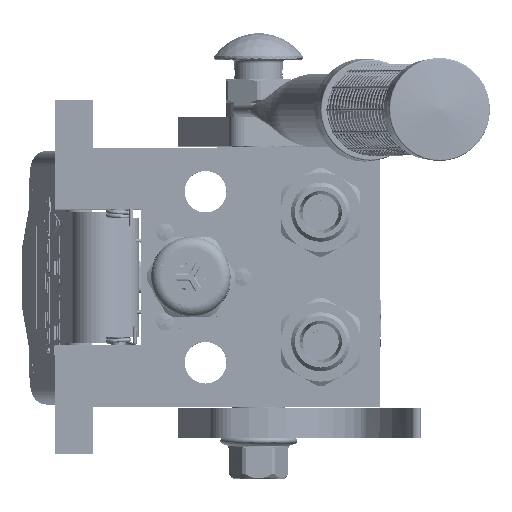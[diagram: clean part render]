
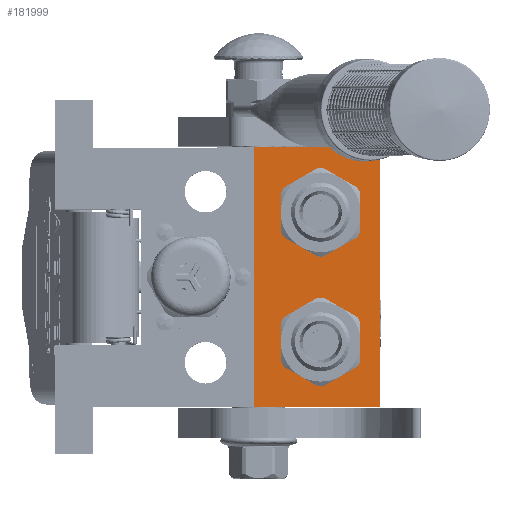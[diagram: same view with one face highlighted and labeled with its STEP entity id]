
A CAD part, top view. The second image highlights one B-rep face of the part: STEP entity #181999.
In plain terms, the highlighted face is planar.
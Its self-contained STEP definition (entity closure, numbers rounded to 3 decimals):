
#2051 = AXIS2_PLACEMENT_3D ( 'NONE', #204488, #124901, #173799 ) ;
#6542 = ORIENTED_EDGE ( 'NONE', *, *, #50556, .F. ) ;
#23240 = EDGE_CURVE ( 'NONE', #141928, #211738, #124770, .T. ) ;
#23561 = CARTESIAN_POINT ( 'NONE',  ( 44., 8.9, -42.5 ) ) ;
#26312 = EDGE_LOOP ( 'NONE', ( #125630, #95976 ) ) ;
#28535 = CARTESIAN_POINT ( 'NONE',  ( -44., 8.9, -42.5 ) ) ;
#28565 = VERTEX_POINT ( 'NONE', #72712 ) ;
#34217 = CARTESIAN_POINT ( 'NONE',  ( -22., 8.9, -20. ) ) ;
#34386 = CARTESIAN_POINT ( 'NONE',  ( 22., 8.9, -20. ) ) ;
#34869 = AXIS2_PLACEMENT_3D ( 'NONE', #34217, #49586, #151685 ) ;
#36662 = VECTOR ( 'NONE', #127761, 1000. ) ;
#41322 = CARTESIAN_POINT ( 'NONE',  ( -22., 8.9, -7.85 ) ) ;
#49586 = DIRECTION ( 'NONE',  ( 0., -1., 0. ) ) ;
#50556 = EDGE_CURVE ( 'NONE', #70904, #121306, #157263, .T. ) ;
#51190 = LINE ( 'NONE', #181435, #72175 ) ;
#51843 = EDGE_CURVE ( 'NONE', #203747, #178106, #81138, .T. ) ;
#54368 = CIRCLE ( 'NONE', #117419, 12.15 ) ;
#58385 = CARTESIAN_POINT ( 'NONE',  ( -44., 8.9, 0. ) ) ;
#60375 = DIRECTION ( 'NONE',  ( 0., 0., 1. ) ) ;
#62148 = CARTESIAN_POINT ( 'NONE',  ( 22., 8.9, -20. ) ) ;
#67296 = DIRECTION ( 'NONE',  ( 0., 0., -1. ) ) ;
#67851 = EDGE_CURVE ( 'NONE', #70904, #203747, #129539, .T. ) ;
#69154 = EDGE_CURVE ( 'NONE', #28565, #173299, #160286, .T. ) ;
#70904 = VERTEX_POINT ( 'NONE', #58385 ) ;
#72175 = VECTOR ( 'NONE', #113579, 1000. ) ;
#72712 = CARTESIAN_POINT ( 'NONE',  ( -22., 8.9, -32.15 ) ) ;
#81138 = LINE ( 'NONE', #28535, #36662 ) ;
#89804 = ORIENTED_EDGE ( 'NONE', *, *, #197997, .F. ) ;
#90362 = DIRECTION ( 'NONE',  ( 0., 0., -1. ) ) ;
#94278 = DIRECTION ( 'NONE',  ( 0., 0., 1. ) ) ;
#95976 = ORIENTED_EDGE ( 'NONE', *, *, #174453, .F. ) ;
#97470 = DIRECTION ( 'NONE',  ( 1., 0., 0. ) ) ;
#101315 = CARTESIAN_POINT ( 'NONE',  ( 44., 8.9, 0. ) ) ;
#110007 = DIRECTION ( 'NONE',  ( 0., -1., 0. ) ) ;
#112398 = AXIS2_PLACEMENT_3D ( 'NONE', #62148, #212496, #94278 ) ;
#113579 = DIRECTION ( 'NONE',  ( 0., 0., -1. ) ) ;
#115314 = EDGE_LOOP ( 'NONE', ( #164194, #89804 ) ) ;
#117419 = AXIS2_PLACEMENT_3D ( 'NONE', #144238, #110007, #60375 ) ;
#119121 = PLANE ( 'NONE',  #2051 ) ;
#120037 = EDGE_CURVE ( 'NONE', #121306, #178106, #51190, .T. ) ;
#121306 = VERTEX_POINT ( 'NONE', #101315 ) ;
#124770 = CIRCLE ( 'NONE', #193360, 12.15 ) ;
#124901 = DIRECTION ( 'NONE',  ( 0., -1., 0. ) ) ;
#125630 = ORIENTED_EDGE ( 'NONE', *, *, #23240, .F. ) ;
#126032 = CARTESIAN_POINT ( 'NONE',  ( -44., 8.9, 0. ) ) ;
#126979 = FACE_OUTER_BOUND ( 'NONE', #163911, .T. ) ;
#127761 = DIRECTION ( 'NONE',  ( 1., 0., 0. ) ) ;
#129539 = LINE ( 'NONE', #126032, #139984 ) ;
#132171 = FACE_BOUND ( 'NONE', #26312, .T. ) ;
#136338 = VECTOR ( 'NONE', #97470, 1000. ) ;
#137438 = FACE_BOUND ( 'NONE', #115314, .T. ) ;
#138094 = CARTESIAN_POINT ( 'NONE',  ( -44., 8.9, -42.5 ) ) ;
#139984 = VECTOR ( 'NONE', #90362, 1000. ) ;
#141928 = VERTEX_POINT ( 'NONE', #185584 ) ;
#144238 = CARTESIAN_POINT ( 'NONE',  ( -22., 8.9, -20. ) ) ;
#148625 = ORIENTED_EDGE ( 'NONE', *, *, #51843, .T. ) ;
#151685 = DIRECTION ( 'NONE',  ( 0., 0., -1. ) ) ;
#157263 = LINE ( 'NONE', #179219, #136338 ) ;
#160286 = CIRCLE ( 'NONE', #34869, 12.15 ) ;
#163911 = EDGE_LOOP ( 'NONE', ( #211681, #148625, #165861, #6542 ) ) ;
#164194 = ORIENTED_EDGE ( 'NONE', *, *, #69154, .F. ) ;
#165861 = ORIENTED_EDGE ( 'NONE', *, *, #120037, .F. ) ;
#173299 = VERTEX_POINT ( 'NONE', #41322 ) ;
#173799 = DIRECTION ( 'NONE',  ( 1., 0., 0. ) ) ;
#174453 = EDGE_CURVE ( 'NONE', #211738, #141928, #176130, .T. ) ;
#176130 = CIRCLE ( 'NONE', #112398, 12.15 ) ;
#178106 = VERTEX_POINT ( 'NONE', #23561 ) ;
#179219 = CARTESIAN_POINT ( 'NONE',  ( -44., 8.9, 0. ) ) ;
#181435 = CARTESIAN_POINT ( 'NONE',  ( 44., 8.9, 0. ) ) ;
#181999 = ADVANCED_FACE ( 'NONE', ( #132171, #137438, #126979 ), #119121, .T. ) ;
#185584 = CARTESIAN_POINT ( 'NONE',  ( 22., 8.9, -32.15 ) ) ;
#186159 = DIRECTION ( 'NONE',  ( 0., -1., 0. ) ) ;
#193360 = AXIS2_PLACEMENT_3D ( 'NONE', #34386, #186159, #67296 ) ;
#197997 = EDGE_CURVE ( 'NONE', #173299, #28565, #54368, .T. ) ;
#200532 = CARTESIAN_POINT ( 'NONE',  ( 22., 8.9, -7.85 ) ) ;
#203747 = VERTEX_POINT ( 'NONE', #138094 ) ;
#204488 = CARTESIAN_POINT ( 'NONE',  ( 0., 8.9, 0. ) ) ;
#211681 = ORIENTED_EDGE ( 'NONE', *, *, #67851, .T. ) ;
#211738 = VERTEX_POINT ( 'NONE', #200532 ) ;
#212496 = DIRECTION ( 'NONE',  ( 0., -1., 0. ) ) ;
